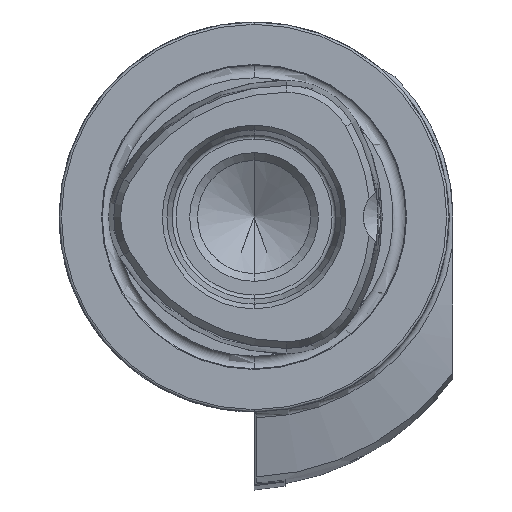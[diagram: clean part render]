
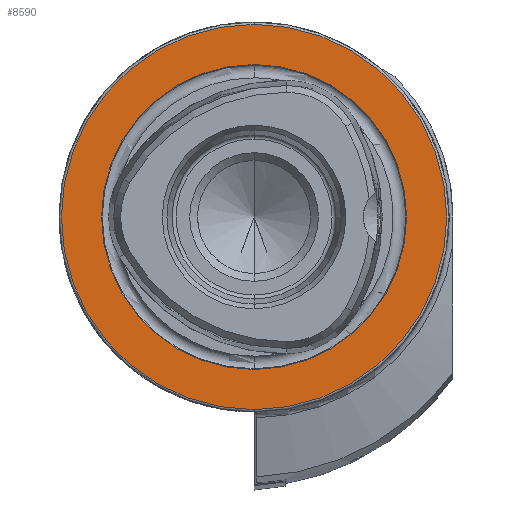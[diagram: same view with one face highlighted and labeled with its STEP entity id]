
A CAD part, left-side view. The second image highlights one B-rep face of the part: STEP entity #8590.
In plain terms, the highlighted planar face has unit normal (-1, 0, 0).
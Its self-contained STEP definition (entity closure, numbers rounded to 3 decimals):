
#999 = CARTESIAN_POINT ( 'NONE',  ( 0., 19.55, 0. ) ) ;
#1000 = PLANE ( 'NONE',  #5406 ) ;
#1005 = DIRECTION ( 'NONE',  ( 1., 0., 0. ) ) ;
#1006 = DIRECTION ( 'NONE',  ( 0., 0., -1. ) ) ;
#2092 = CARTESIAN_POINT ( 'NONE',  ( 0., 0., -19.55 ) ) ;
#2094 = CARTESIAN_POINT ( 'NONE',  ( 0., 0., 19.55 ) ) ;
#2096 = CARTESIAN_POINT ( 'NONE',  ( 0., 0., 24.7 ) ) ;
#2097 = CARTESIAN_POINT ( 'NONE',  ( 0., 0., -24.7 ) ) ;
#2484 = FACE_BOUND ( 'NONE', #4939, .T. ) ;
#2487 = FACE_OUTER_BOUND ( 'NONE', #4938, .T. ) ;
#2551 = ORIENTED_EDGE ( 'NONE', *, *, #5773, .T. ) ;
#2552 = ORIENTED_EDGE ( 'NONE', *, *, #5932, .T. ) ;
#2620 = CIRCLE ( 'NONE', #7093, 24.7 ) ;
#2655 = CIRCLE ( 'NONE', #7116, 19.55 ) ;
#3683 = CARTESIAN_POINT ( 'NONE',  ( 0., 0., 0. ) ) ;
#3684 = DIRECTION ( 'NONE',  ( -1., 0., 0. ) ) ;
#3685 = DIRECTION ( 'NONE',  ( 0., 0., 1. ) ) ;
#4761 = VERTEX_POINT ( 'NONE', #2092 ) ;
#4763 = VERTEX_POINT ( 'NONE', #2094 ) ;
#4765 = VERTEX_POINT ( 'NONE', #2096 ) ;
#4766 = VERTEX_POINT ( 'NONE', #2097 ) ;
#4938 = EDGE_LOOP ( 'NONE', ( #2551, #2552 ) ) ;
#4939 = EDGE_LOOP ( 'NONE', ( #9128, #9129 ) ) ;
#5322 = CARTESIAN_POINT ( 'NONE',  ( 0., 0., 0. ) ) ;
#5323 = DIRECTION ( 'NONE',  ( -1., 0., 0. ) ) ;
#5324 = DIRECTION ( 'NONE',  ( 0., 0., 1. ) ) ;
#5325 = CARTESIAN_POINT ( 'NONE',  ( 0., 0., 0. ) ) ;
#5326 = DIRECTION ( 'NONE',  ( -1., 0., 0. ) ) ;
#5327 = DIRECTION ( 'NONE',  ( 0., 0., 1. ) ) ;
#5406 = AXIS2_PLACEMENT_3D ( 'NONE', #999, #1005, #1006 ) ;
#5773 = EDGE_CURVE ( 'NONE', #4765, #4766, #2620, .T. ) ;
#5810 = EDGE_CURVE ( 'NONE', #4761, #4763, #2655, .T. ) ;
#5932 = EDGE_CURVE ( 'NONE', #4766, #4765, #9231, .T. ) ;
#5933 = EDGE_CURVE ( 'NONE', #4763, #4761, #9232, .T. ) ;
#7093 = AXIS2_PLACEMENT_3D ( 'NONE', #3683, #3684, #3685 ) ;
#7116 = AXIS2_PLACEMENT_3D ( 'NONE', #8500, #8501, #8502 ) ;
#7170 = AXIS2_PLACEMENT_3D ( 'NONE', #5322, #5323, #5324 ) ;
#7171 = AXIS2_PLACEMENT_3D ( 'NONE', #5325, #5326, #5327 ) ;
#8500 = CARTESIAN_POINT ( 'NONE',  ( 0., 0., 0. ) ) ;
#8501 = DIRECTION ( 'NONE',  ( -1., 0., 0. ) ) ;
#8502 = DIRECTION ( 'NONE',  ( 0., 0., 1. ) ) ;
#8590 = ADVANCED_FACE ( 'NONE', ( #2484, #2487 ), #1000, .F. ) ;
#9128 = ORIENTED_EDGE ( 'NONE', *, *, #5933, .F. ) ;
#9129 = ORIENTED_EDGE ( 'NONE', *, *, #5810, .F. ) ;
#9231 = CIRCLE ( 'NONE', #7170, 24.7 ) ;
#9232 = CIRCLE ( 'NONE', #7171, 19.55 ) ;
